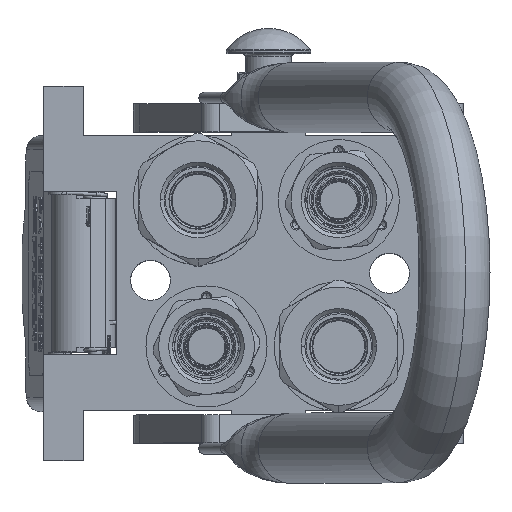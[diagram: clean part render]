
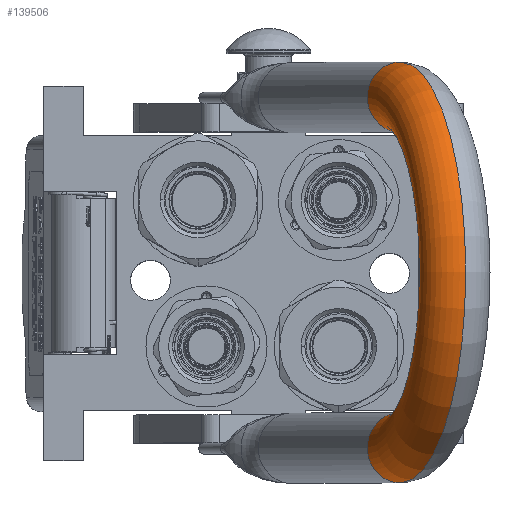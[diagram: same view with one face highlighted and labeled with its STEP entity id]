
A CAD part, top view. The second image highlights one B-rep face of the part: STEP entity #139506.
In plain terms, the highlighted toroidal (fillet/blend) face has major radius 62.25 mm and minor radius 12.5 mm.
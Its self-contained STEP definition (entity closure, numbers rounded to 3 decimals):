
#6302 = CIRCLE ( 'NONE', #70477, 12.5 ) ;
#6461 = FACE_OUTER_BOUND ( 'NONE', #28813, .T. ) ;
#10889 = ORIENTED_EDGE ( 'NONE', *, *, #80185, .T. ) ;
#11651 = VERTEX_POINT ( 'NONE', #67810 ) ;
#25020 = CARTESIAN_POINT ( 'NONE',  ( 0., 0., 125.25 ) ) ;
#28752 = ORIENTED_EDGE ( 'NONE', *, *, #37474, .T. ) ;
#28813 = EDGE_LOOP ( 'NONE', ( #28752, #67517, #32717, #10889 ) ) ;
#28954 = DIRECTION ( 'NONE',  ( 0., 0., -1. ) ) ;
#29408 = DIRECTION ( 'NONE',  ( 1., 0., 0. ) ) ;
#32717 = ORIENTED_EDGE ( 'NONE', *, *, #58695, .F. ) ;
#33821 = DIRECTION ( 'NONE',  ( 0., 1., 0. ) ) ;
#35141 = CIRCLE ( 'NONE', #39254, 74.75 ) ;
#37474 = EDGE_CURVE ( 'NONE', #105336, #133230, #58406, .T. ) ;
#39254 = AXIS2_PLACEMENT_3D ( 'NONE', #115564, #93283, #126523 ) ;
#44176 = DIRECTION ( 'NONE',  ( -1., 0., 0. ) ) ;
#44761 = EDGE_CURVE ( 'NONE', #11651, #133230, #100522, .T. ) ;
#48134 = AXIS2_PLACEMENT_3D ( 'NONE', #117192, #28954, #29408 ) ;
#58406 = CIRCLE ( 'NONE', #138542, 49.75 ) ;
#58695 = EDGE_CURVE ( 'NONE', #118677, #11651, #35141, .T. ) ;
#59141 = DIRECTION ( 'NONE',  ( 1., 0., 0. ) ) ;
#62478 = TOROIDAL_SURFACE ( 'NONE', #138560, 62.25, 12.5 ) ;
#67517 = ORIENTED_EDGE ( 'NONE', *, *, #44761, .F. ) ;
#67810 = CARTESIAN_POINT ( 'NONE',  ( 74.75, 0., 125.25 ) ) ;
#70477 = AXIS2_PLACEMENT_3D ( 'NONE', #112841, #123288, #135175 ) ;
#72119 = CARTESIAN_POINT ( 'NONE',  ( 49.75, 0., 125.25 ) ) ;
#80185 = EDGE_CURVE ( 'NONE', #118677, #105336, #6302, .T. ) ;
#93283 = DIRECTION ( 'NONE',  ( 0., 1., 0. ) ) ;
#100522 = CIRCLE ( 'NONE', #48134, 12.5 ) ;
#105336 = VERTEX_POINT ( 'NONE', #133663 ) ;
#112841 = CARTESIAN_POINT ( 'NONE',  ( -62.25, 0., 125.25 ) ) ;
#115564 = CARTESIAN_POINT ( 'NONE',  ( 0., 0., 125.25 ) ) ;
#117192 = CARTESIAN_POINT ( 'NONE',  ( 62.25, 0., 125.25 ) ) ;
#118677 = VERTEX_POINT ( 'NONE', #138607 ) ;
#123288 = DIRECTION ( 'NONE',  ( 0., 0., 1. ) ) ;
#124669 = DIRECTION ( 'NONE',  ( 0., 1., 0. ) ) ;
#126523 = DIRECTION ( 'NONE',  ( -1., 0., 0. ) ) ;
#130214 = CARTESIAN_POINT ( 'NONE',  ( 0., 0., 125.25 ) ) ;
#133230 = VERTEX_POINT ( 'NONE', #72119 ) ;
#133663 = CARTESIAN_POINT ( 'NONE',  ( -49.75, 0., 125.25 ) ) ;
#135175 = DIRECTION ( 'NONE',  ( -1., 0., 0. ) ) ;
#138542 = AXIS2_PLACEMENT_3D ( 'NONE', #130214, #33821, #44176 ) ;
#138560 = AXIS2_PLACEMENT_3D ( 'NONE', #25020, #124669, #59141 ) ;
#138607 = CARTESIAN_POINT ( 'NONE',  ( -74.75, 0., 125.25 ) ) ;
#139506 = ADVANCED_FACE ( 'NONE', ( #6461 ), #62478, .T. ) ;
